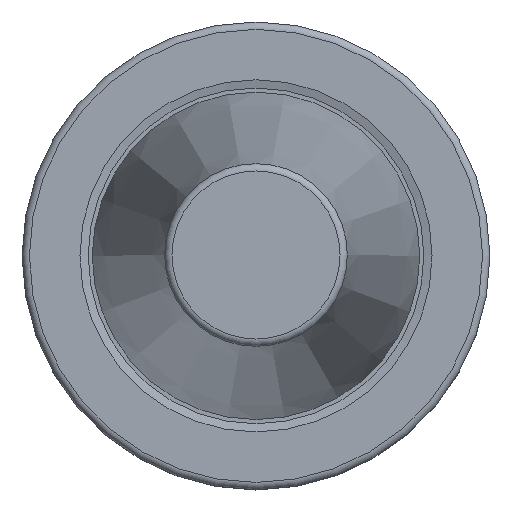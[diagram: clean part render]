
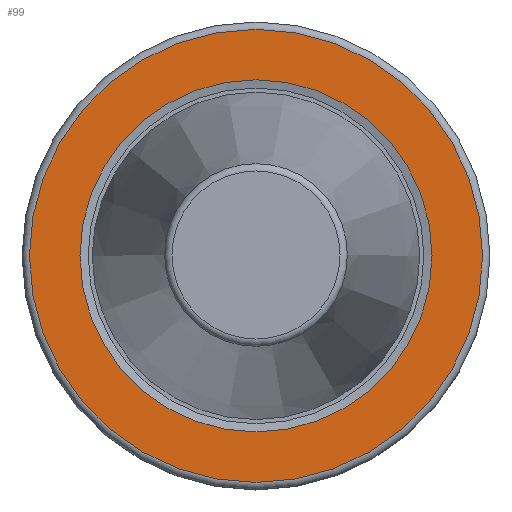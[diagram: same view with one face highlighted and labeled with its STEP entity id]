
A CAD part, top view. The second image highlights one B-rep face of the part: STEP entity #99.
In plain terms, the highlighted planar face has unit normal (0, 0, 1).
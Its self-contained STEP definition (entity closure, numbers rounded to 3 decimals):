
#72=FACE_BOUND('',#141,.T.);
#73=FACE_BOUND('',#142,.T.);
#99=ADVANCED_FACE('',(#72,#73),#111,.F.);
#111=PLANE('',#284);
#141=EDGE_LOOP('',(#181));
#142=EDGE_LOOP('',(#182));
#181=ORIENTED_EDGE('',*,*,#229,.F.);
#182=ORIENTED_EDGE('',*,*,#228,.T.);
#208=VERTEX_POINT('',#420);
#209=VERTEX_POINT('',#423);
#228=EDGE_CURVE('',#208,#208,#248,.T.);
#229=EDGE_CURVE('',#209,#209,#249,.T.);
#248=CIRCLE('',#281,30.75);
#249=CIRCLE('',#283,23.9);
#281=AXIS2_PLACEMENT_3D('',#419,#348,#349);
#283=AXIS2_PLACEMENT_3D('',#422,#352,#353);
#284=AXIS2_PLACEMENT_3D('',#424,#354,#355);
#348=DIRECTION('',(0.0,0.0,1.0));
#349=DIRECTION('',(1.0,0.0,0.0));
#352=DIRECTION('',(0.0,0.0,1.0));
#353=DIRECTION('',(1.0,0.0,0.0));
#354=DIRECTION('',(0.0,0.0,-1.0));
#355=DIRECTION('',(-1.0,0.0,0.0));
#419=CARTESIAN_POINT('',(0.0,0.0,-1.0));
#420=CARTESIAN_POINT('',(30.75,0.0,-1.0));
#422=CARTESIAN_POINT('',(0.0,0.0,-1.0));
#423=CARTESIAN_POINT('',(23.9,0.0,-1.0));
#424=CARTESIAN_POINT('',(0.0,-30.75,-1.0));
